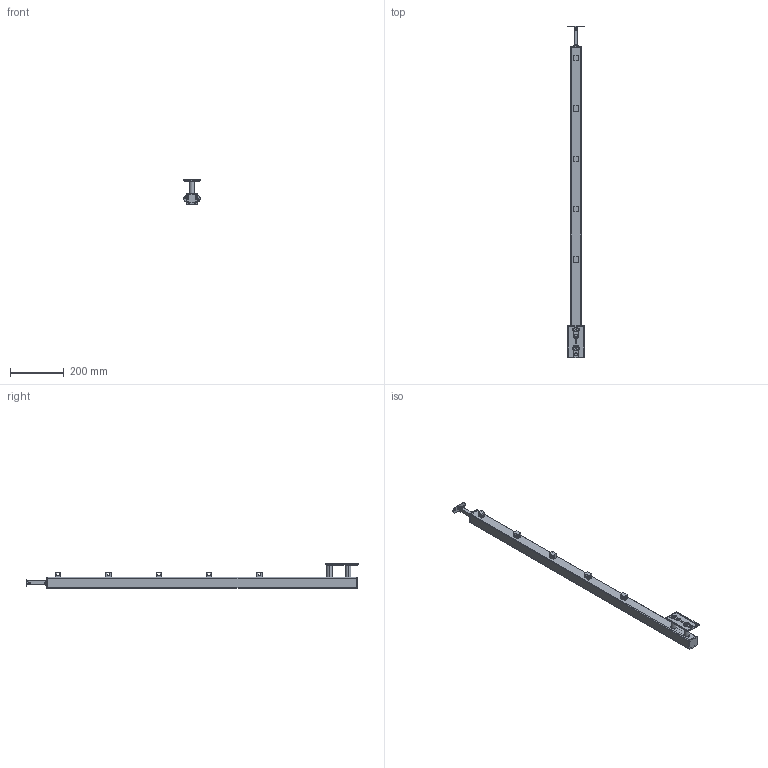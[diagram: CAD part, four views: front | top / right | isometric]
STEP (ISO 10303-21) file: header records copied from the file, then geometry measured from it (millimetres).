
FILE_DESCRIPTION (( 'STEP AP203' ), '1' );
FILE_NAME ('AJP-BS100-5JP10.STEP', '2020-10-19T06:53:04', ( '' ), ( '' ), 'SwSTEP 2.0', 'SolidWorks 2019', '' );
FILE_SCHEMA (( 'CONFIG_CONTROL_DESIGN' ));
Length unit declared in the file: millimetre
Products named in the file (26): A_4718_000_UP P1; A_4810-000.STEP_skupina; A6-005-4-ECO P1_0_Vìchoz¡; SCREW_DIN914_M5x5_A2.STEP; A_4810-000.P1.STEP; A-4718-000_skupina; A_4810-000.P2.STEP; SCREW_DIN913_M5x5_A2.STEP; AJP-BS100-5xM5-TUBE_Vìchoz¡; A_4810-000_skupina; A6-005-4-ECO_Vìchoz¡; screw_din_7991-m8x70-8_8 P4_0_Vìchoz¡; AJP-BS100-5JP10; A-4732-040_Vìchoz¡; A_4718_000_UP P2; M6x10; A6-005-4-ECO P3_0_Vìchoz¡; A6-005-4-ECO P2_0_Vìchoz¡
Assembly tree (43 placements, depth 4):
  AJP-BS100-5JP10
    AJP-BS100-5xM5-TUBE_Vìchoz¡
    A-4718-000_skupina
      M6x10
      A_4718_000_UP P2
      A_4718_000_UP P1
    A6-005-4-ECO_Vìchoz¡
      A6-005-4-ECO P2_0_Vìchoz¡
      screw_din_7991-m8x70-8_8 P4_0_Vìchoz¡  x2
      A6-005-4-ECO P3_0_Vìchoz¡  x2
      A6-005-4-ECO P1_0_Vìchoz¡
    A-4732-040_Vìchoz¡
    A_4810-000_skupina
      A_4810-000.STEP_skupina
        A_4810-000.P1.STEP
        A_4810-000.P2.STEP
        SCREW_DIN914_M5x5_A2.STEP
        SCREW_DIN913_M5x5_A2.STEP
    A_4810-000_skupina
      A_4810-000.STEP_skupina
        A_4810-000.P1.STEP
        A_4810-000.P2.STEP
        SCREW_DIN914_M5x5_A2.STEP
        SCREW_DIN913_M5x5_A2.STEP
    A_4810-000_skupina
      A_4810-000.STEP_skupina
        A_4810-000.P1.STEP
        A_4810-000.P2.STEP
        SCREW_DIN914_M5x5_A2.STEP
        SCREW_DIN913_M5x5_A2.STEP
    A_4810-000_skupina
      A_4810-000.STEP_skupina
        A_4810-000.P1.STEP
        A_4810-000.P2.STEP
        SCREW_DIN914_M5x5_A2.STEP
        SCREW_DIN913_M5x5_A2.STEP
    A_4810-000_skupina
      A_4810-000.STEP_skupina
        A_4810-000.P1.STEP
        A_4810-000.P2.STEP
        SCREW_DIN914_M5x5_A2.STEP
        SCREW_DIN913_M5x5_A2.STEP
Bounding box: 63 x 1240.9 x 90.5 mm (x, y, z)
Volume: 469151.5 mm3; surface area: 423208.1 mm2
Topology: 31 solids, 31 shells, 808 faces, 1932 edges, 1166 vertices
Faces by surface type: plane 377, cylinder 271, cone 117, torus 27, sphere 16
Entity records: 17330 total; most frequent: CARTESIAN_POINT 2625, DIRECTION 2610, ORIENTED_EDGE 2260, EDGE_CURVE 1130, AXIS2_PLACEMENT_3D 986, VERTEX_POINT 703, LINE 638, VECTOR 638
